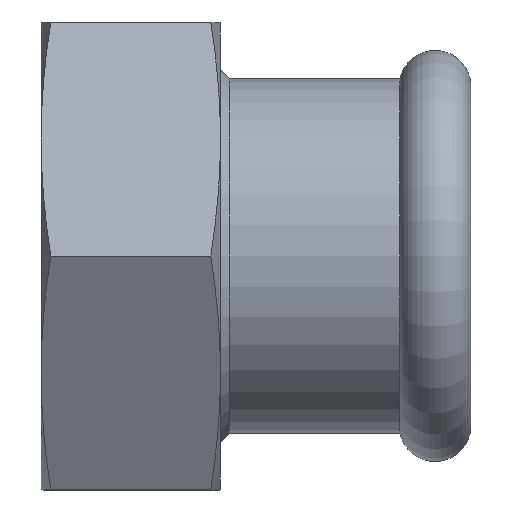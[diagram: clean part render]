
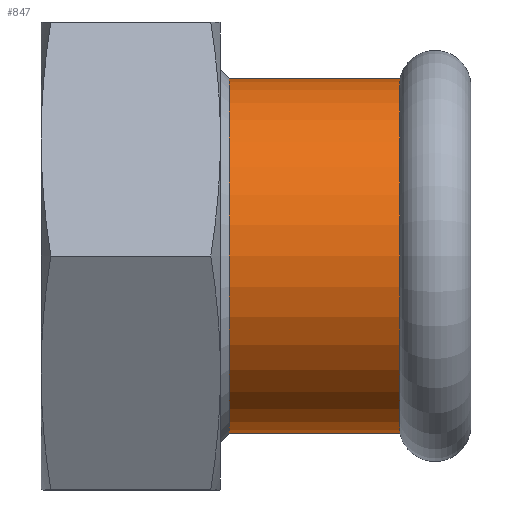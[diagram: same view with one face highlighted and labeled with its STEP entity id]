
A CAD part, left-side view. The second image highlights one B-rep face of the part: STEP entity #847.
In plain terms, the highlighted cylindrical face has radius 22.7 mm (diameter 45.4 mm), a full revolution.
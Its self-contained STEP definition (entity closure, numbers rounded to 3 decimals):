
#91=LINE('',#1457,#115);
#115=VECTOR('',#1176,22.7);
#135=CYLINDRICAL_SURFACE('',#966,22.7);
#155=FACE_OUTER_BOUND('',#209,.T.);
#209=EDGE_LOOP('',(#646,#647,#648,#649,#650,#651));
#254=CIRCLE('',#908,22.7);
#255=CIRCLE('',#909,22.7);
#293=CIRCLE('',#957,22.7);
#294=CIRCLE('',#958,22.7);
#339=VERTEX_POINT('',#1349);
#340=VERTEX_POINT('',#1350);
#373=VERTEX_POINT('',#1437);
#374=VERTEX_POINT('',#1439);
#426=EDGE_CURVE('',#339,#340,#254,.T.);
#427=EDGE_CURVE('',#340,#339,#255,.T.);
#471=EDGE_CURVE('',#373,#374,#293,.T.);
#472=EDGE_CURVE('',#374,#373,#294,.T.);
#480=EDGE_CURVE('',#373,#340,#91,.T.);
#646=ORIENTED_EDGE('',*,*,#472,.F.);
#647=ORIENTED_EDGE('',*,*,#471,.F.);
#648=ORIENTED_EDGE('',*,*,#480,.T.);
#649=ORIENTED_EDGE('',*,*,#427,.T.);
#650=ORIENTED_EDGE('',*,*,#426,.T.);
#651=ORIENTED_EDGE('',*,*,#480,.F.);
#847=ADVANCED_FACE('',(#155),#135,.T.);
#908=AXIS2_PLACEMENT_3D('',#1351,#1049,#1050);
#909=AXIS2_PLACEMENT_3D('',#1352,#1051,#1052);
#957=AXIS2_PLACEMENT_3D('',#1440,#1153,#1154);
#958=AXIS2_PLACEMENT_3D('',#1441,#1155,#1156);
#966=AXIS2_PLACEMENT_3D('',#1456,#1174,#1175);
#1049=DIRECTION('center_axis',(0.,1.,0.));
#1050=DIRECTION('ref_axis',(0.,0.,1.));
#1051=DIRECTION('center_axis',(0.,1.,0.));
#1052=DIRECTION('ref_axis',(0.,0.,1.));
#1153=DIRECTION('center_axis',(0.,1.,0.));
#1154=DIRECTION('ref_axis',(0.,0.,1.));
#1155=DIRECTION('center_axis',(0.,1.,0.));
#1156=DIRECTION('ref_axis',(0.,0.,1.));
#1174=DIRECTION('center_axis',(0.,1.,0.));
#1175=DIRECTION('ref_axis',(0.,0.,1.));
#1176=DIRECTION('',(0.,-1.,0.));
#1349=CARTESIAN_POINT('',(0.,9.116,22.7));
#1350=CARTESIAN_POINT('',(0.,9.116,-22.7));
#1351=CARTESIAN_POINT('Origin',(0.,9.116,0.));
#1352=CARTESIAN_POINT('Origin',(0.,9.116,0.));
#1437=CARTESIAN_POINT('',(0.,31.,-22.7));
#1439=CARTESIAN_POINT('',(0.,31.,22.7));
#1440=CARTESIAN_POINT('Origin',(0.,31.,0.));
#1441=CARTESIAN_POINT('Origin',(0.,31.,0.));
#1456=CARTESIAN_POINT('Origin',(0.,20.058,0.));
#1457=CARTESIAN_POINT('',(0.,20.058,-22.7));
